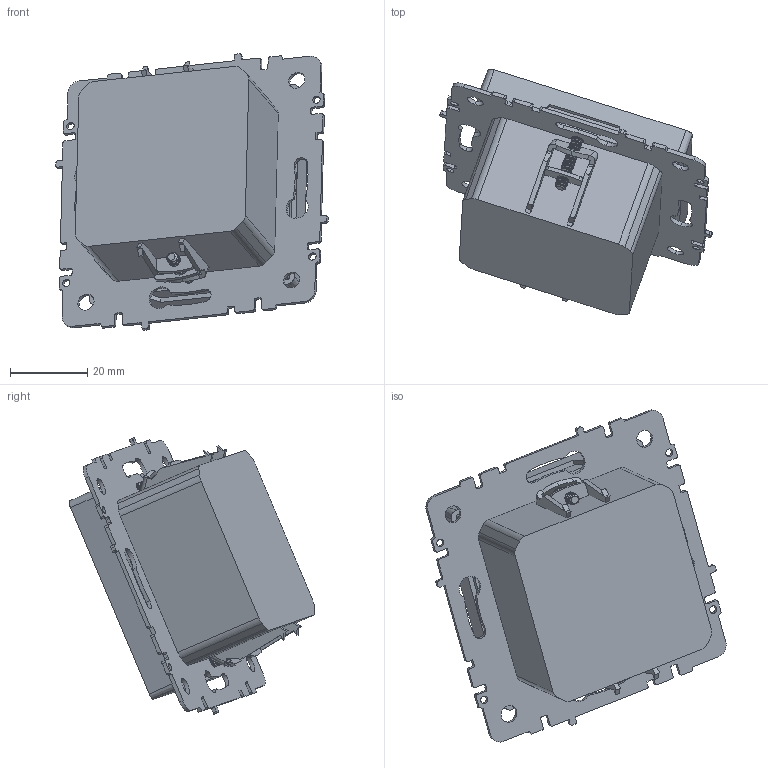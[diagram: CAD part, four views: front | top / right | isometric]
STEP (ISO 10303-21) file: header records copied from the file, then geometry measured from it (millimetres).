
FILE_DESCRIPTION (( 'STEP AP214' ), '1' );
FILE_NAME ('BRITE Ðîç. TV ïðîõîäíàÿ ÐÒÂ10-0.STEP', '2025-04-02T14:01:42', ( '' ), ( '' ), 'SwSTEP 2.0', 'SolidWorks 2022', '' );
FILE_SCHEMA (( 'AUTOMOTIVE_DESIGN' ));
Length unit declared in the file: millimetre
Products named in the file (1): BRITE Роз. TV проходная РТВ10-0
Bounding box: 70.34 x 63.42 x 71.37 mm (x, y, z)
Volume: 81834.3 mm3; surface area: 19662.4 mm2
Topology: 1 solids, 2 shells, 657 faces, 1939 edges, 1285 vertices
Faces by surface type: cylinder 327, plane 233, bspline 79, torus 10, cone 8
Entity records: 55263 total; most frequent: CARTESIAN_POINT 38400, ORIENTED_EDGE 3878, DIRECTION 3095, EDGE_CURVE 1939, VERTEX_POINT 1285, AXIS2_PLACEMENT_3D 1053, VECTOR 989, LINE 989
